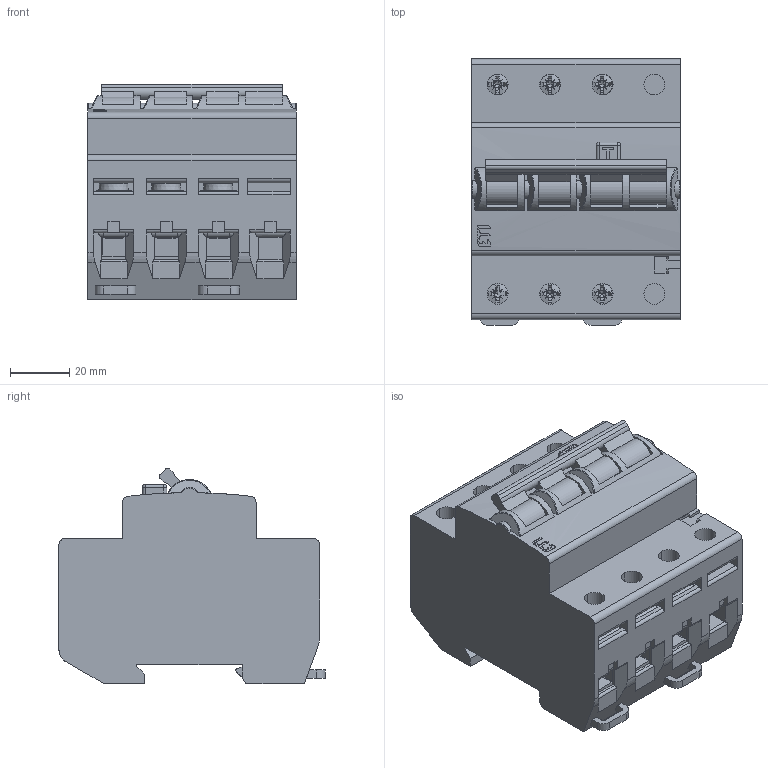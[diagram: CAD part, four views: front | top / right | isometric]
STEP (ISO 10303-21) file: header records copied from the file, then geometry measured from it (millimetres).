
FILE_DESCRIPTION((''),'2;1');
FILE_NAME('002174701_KZS-4M_3P_ASM','2022-11-24T08:59:19',('klemen.sitar'),('Audax d.o.o.'),'CREO PARAMETRIC BY PTC INC, 2021304','CREO PARAMETRIC BY PTC INC, 2021304','');
FILE_SCHEMA(('AP242_MANAGED_MODEL_BASED_3D_ENGINEERING_MIM_LF { 1 0 10303 442 1 1 4 }'));
Products named in the file (24): ASSY_03_2_1_1_1_1_1_1; PRT0002_1_1; PRT0001_1_1_1; PRT0001_1_2_1; PRT0001_1_7_1; PRT0001_1_9_1; PRT0004_1_1_1; PRT0004_1_3_1; PRT0001_1_3_1; PRT0001_1_4_1; PRT0001_1_6_1; PRT0001_1_8_1; PRT0004_1_2_1; PRT0004_1_4_1; PRT0003_1_1_1; PRT0003_1_2_1; PRT0001_1_1_1_1; PRT0001_1_2_1_1; PRT0001_1_7_1_1; PRT0001_1_9_1_1; PRT0004_1_1_1_1; PRT0004_1_3_1_1; PRT0001; 002174701_KZS-4M_3P_ASM
Assembly tree (25 placements, depth 2):
  002174701_KZS-4M_3P_ASM
    ASSY_03_2_1_1_1_1_1_1
    PRT0002_1_1
    PRT0001_1_1_1
    PRT0001_1_2_1
    PRT0001_1_7_1
    PRT0001_1_9_1
    PRT0004_1_1_1
    PRT0004_1_3_1
    PRT0001_1_3_1
    PRT0001_1_4_1
    PRT0001_1_6_1
    PRT0001_1_8_1
    PRT0004_1_2_1
    PRT0004_1_4_1
    PRT0003_1_1_1  x2
    PRT0003_1_2_1  x2
    PRT0001_1_1_1_1
    PRT0001_1_2_1_1
    PRT0001_1_7_1_1
    PRT0001_1_9_1_1
    PRT0004_1_1_1_1
    PRT0004_1_3_1_1
    PRT0001
Bounding box: 70.4 x 89.8 x 72.79 mm (x, y, z)
Volume: 319778 mm3; surface area: 50961 mm2
Topology: 27 solids, 32 shells, 1082 faces, 3063 edges, 2054 vertices
Faces by surface type: plane 752, cylinder 234, cone 58, sphere 20, torus 14, bspline 4
Entity records: 52581 total; most frequent: CARTESIAN_POINT 8823, ORIENTED_EDGE 5854, DIRECTION 5420, EDGE_CURVE 2935, PRESENTATION_STYLE_ASSIGNMENT 2769, STYLED_ITEM 2769, VERTEX_POINT 1967, VECTOR 1846
